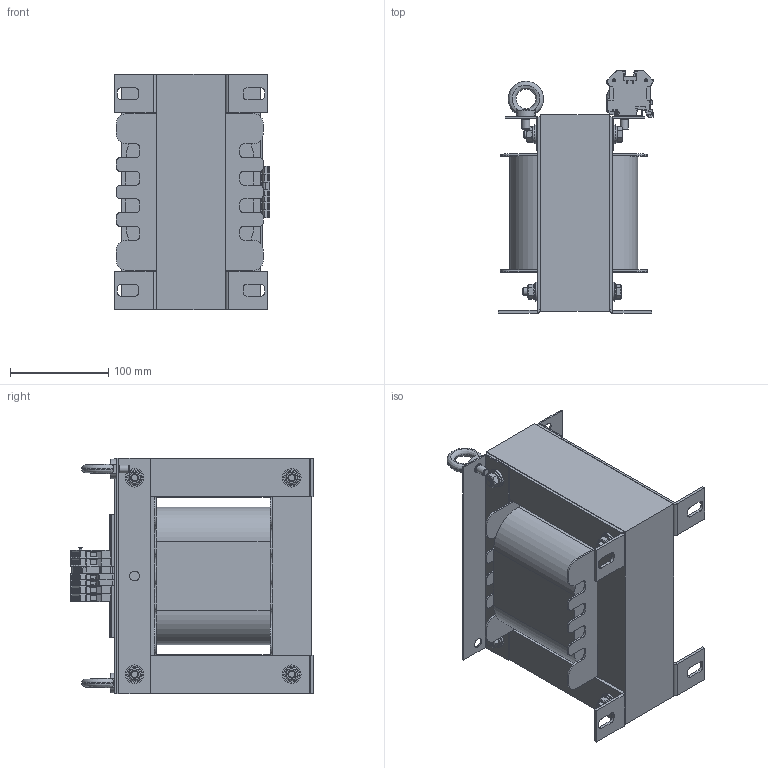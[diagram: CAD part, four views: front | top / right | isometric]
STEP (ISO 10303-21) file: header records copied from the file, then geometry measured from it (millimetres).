
FILE_DESCRIPTION(/* description */ (''),/* implementation_level */ '2;1');
FILE_NAME(/* name */ 'TD802253200.stp',/* time_stamp */ '2024-01-31T11:40:05+01:00',/* author */ ('velazquez'),/* organization */ (''),/* preprocessor_version */ 'ST-DEVELOPER v19.2',/* originating_system */ 'Autodesk Inventor 2023',/* authorisation */ '');
FILE_SCHEMA (('AUTOMOTIVE_DESIGN { 1 0 10303 214 3 1 1 }'));
Length unit declared in the file: millimetre
Products named in the file (15): TD802253200; EI240 240 x 200 - 70 (Rc80); SEMI 40 X 60 RC80 EI240 - 35; Escuadra RC80; ESCUADRA RC80 PORTAFICHAS; centrador M8; USO MED FICHA 6; carril 5 agujeros; FICHA 6; FICHA 10 AM_VE; FICHA 4 BEIS; DIN 125 - A 8,4; DIN 933 - M8  x 95; DIN 934 - M8; DIN 580 - M8
Assembly tree (43 placements, depth 3):
  TD802253200
    EI240 240 x 200 - 70 (Rc80)
    SEMI 40 X 60 RC80 EI240 - 35
    Escuadra RC80  x4
    ESCUADRA RC80 PORTAFICHAS  x2
    centrador M8  x8
    USO MED FICHA 6
      carril 5 agujeros
      FICHA 6  x4
      FICHA 10 AM_VE
      FICHA 4 BEIS  x2
    DIN 125 - A 8,4  x8
    DIN 933 - M8  x 95  x4
    DIN 934 - M8  x4
    DIN 580 - M8  x2
Bounding box: 158.1 x 247.05 x 240 mm (x, y, z)
Volume: 4344617.8 mm3; surface area: 559115 mm2
Topology: 42 solids, 42 shells, 2415 faces, 6433 edges, 4167 vertices
Faces by surface type: plane 1680, cylinder 567, cone 108, torus 40, sphere 12, bspline 8
Full cylindrical faces by diameter (mm): 2.4 x14, 2.5 x14, 2.75 x14, 2.95 x12, 4.3 x4, 5.7 x2, 6.3 x8, 6.647 x4, 7 x2, 7.323 x4, 8 x14, 8.4 x8, 9.6 x8, 10 x10, 11 x4, 11.4 x4, 12 x8, 16 x8, 19 x8
Entity records: 37734 total; most frequent: CARTESIAN_POINT 6780, ORIENTED_EDGE 6140, DIRECTION 6092, EDGE_CURVE 3070, LINE 2336, VECTOR 2336, VERTEX_POINT 1997, AXIS2_PLACEMENT_3D 1878
